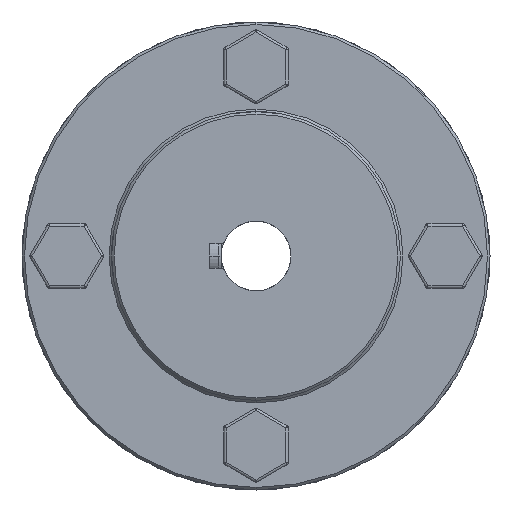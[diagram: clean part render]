
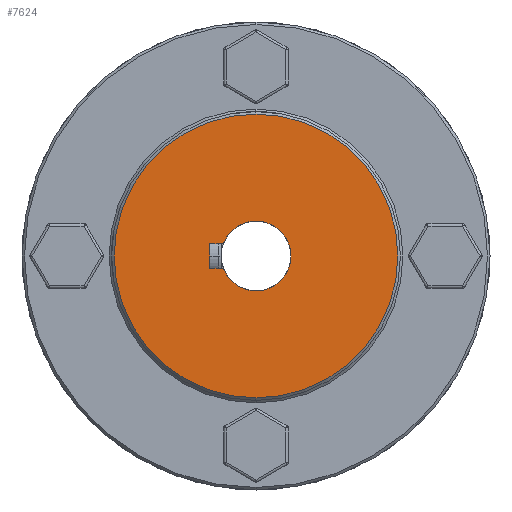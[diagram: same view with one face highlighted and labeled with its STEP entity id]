
A CAD part, left-side view. The second image highlights one B-rep face of the part: STEP entity #7624.
In plain terms, the highlighted planar face has unit normal (-1, 0, 0).
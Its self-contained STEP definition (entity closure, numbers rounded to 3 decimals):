
#107 = CARTESIAN_POINT ( 'NONE',  ( -34., 0., 0. ) ) ;
#108 = DIRECTION ( 'NONE',  ( -1., 0., 0. ) ) ;
#109 = DIRECTION ( 'NONE',  ( 0., 0., 1. ) ) ;
#255 = CARTESIAN_POINT ( 'NONE',  ( -34., 0., 0. ) ) ;
#259 = DIRECTION ( 'NONE',  ( 1., 0., 0. ) ) ;
#260 = DIRECTION ( 'NONE',  ( 0., 0., -1. ) ) ;
#294 = CARTESIAN_POINT ( 'NONE',  ( -34., 0., 0. ) ) ;
#295 = DIRECTION ( 'NONE',  ( 1., 0., 0. ) ) ;
#296 = DIRECTION ( 'NONE',  ( 0., 0., -1. ) ) ;
#923 = CARTESIAN_POINT ( 'NONE',  ( -34., 0., 0. ) ) ;
#932 = DIRECTION ( 'NONE',  ( 1., 0., 0. ) ) ;
#933 = DIRECTION ( 'NONE',  ( 0., 0., -1. ) ) ;
#953 = CARTESIAN_POINT ( 'NONE',  ( -34., 6.538, 2.5 ) ) ;
#954 = DIRECTION ( 'NONE',  ( 0., -1., 0. ) ) ;
#957 = CARTESIAN_POINT ( 'NONE',  ( -34., 6.538, -2.5 ) ) ;
#958 = DIRECTION ( 'NONE',  ( 0., 1., 0. ) ) ;
#981 = CARTESIAN_POINT ( 'NONE',  ( -34., 9.3, 2.5 ) ) ;
#982 = DIRECTION ( 'NONE',  ( 0., 0., 1. ) ) ;
#990 = CARTESIAN_POINT ( 'NONE',  ( -34., 0., 0. ) ) ;
#997 = DIRECTION ( 'NONE',  ( -1., 0., 0. ) ) ;
#998 = DIRECTION ( 'NONE',  ( 0., 0., 1. ) ) ;
#1330 = CIRCLE ( 'NONE', #1400, 7. ) ;
#1338 = LINE ( 'NONE', #953, #1339 ) ;
#1339 = VECTOR ( 'NONE', #954, 1000. ) ;
#1345 = LINE ( 'NONE', #957, #1346 ) ;
#1346 = VECTOR ( 'NONE', #958, 1000. ) ;
#1362 = LINE ( 'NONE', #981, #1363 ) ;
#1363 = VECTOR ( 'NONE', #982, 1000. ) ;
#1373 = CIRCLE ( 'NONE', #1409, 28.5 ) ;
#1400 = AXIS2_PLACEMENT_3D ( 'NONE', #923, #932, #933 ) ;
#1409 = AXIS2_PLACEMENT_3D ( 'NONE', #990, #997, #998 ) ;
#7624 = ADVANCED_FACE ( 'NONE', ( #15700, #15706 ), #14935, .T. ) ;
#7997 = VERTEX_POINT ( 'NONE', #17354 ) ;
#7998 = VERTEX_POINT ( 'NONE', #17355 ) ;
#8013 = VERTEX_POINT ( 'NONE', #17370 ) ;
#8014 = VERTEX_POINT ( 'NONE', #17371 ) ;
#8019 = VERTEX_POINT ( 'NONE', #17376 ) ;
#8190 = VERTEX_POINT ( 'NONE', #17547 ) ;
#8192 = VERTEX_POINT ( 'NONE', #17549 ) ;
#8196 = VERTEX_POINT ( 'NONE', #17553 ) ;
#9252 = EDGE_CURVE ( 'NONE', #7997, #7998, #18515, .T. ) ;
#9275 = EDGE_CURVE ( 'NONE', #8013, #8014, #18550, .T. ) ;
#9281 = EDGE_CURVE ( 'NONE', #8014, #8019, #18557, .T. ) ;
#9519 = EDGE_CURVE ( 'NONE', #8196, #8013, #1330, .T. ) ;
#9528 = EDGE_CURVE ( 'NONE', #8192, #8196, #1338, .T. ) ;
#9530 = EDGE_CURVE ( 'NONE', #8019, #8190, #1345, .T. ) ;
#9540 = EDGE_CURVE ( 'NONE', #8190, #8192, #1362, .T. ) ;
#9546 = EDGE_CURVE ( 'NONE', #7998, #7997, #1373, .T. ) ;
#10131 = ORIENTED_EDGE ( 'NONE', *, *, #9546, .T. ) ;
#10132 = ORIENTED_EDGE ( 'NONE', *, *, #9252, .T. ) ;
#10133 = ORIENTED_EDGE ( 'NONE', *, *, #9540, .T. ) ;
#10134 = ORIENTED_EDGE ( 'NONE', *, *, #9528, .T. ) ;
#10135 = ORIENTED_EDGE ( 'NONE', *, *, #9519, .T. ) ;
#10136 = ORIENTED_EDGE ( 'NONE', *, *, #9275, .T. ) ;
#10137 = ORIENTED_EDGE ( 'NONE', *, *, #9281, .T. ) ;
#10138 = ORIENTED_EDGE ( 'NONE', *, *, #9530, .T. ) ;
#14027 = EDGE_LOOP ( 'NONE', ( #10131, #10132 ) ) ;
#14041 = EDGE_LOOP ( 'NONE', ( #10133, #10134, #10135, #10136, #10137, #10138 ) ) ;
#14935 = PLANE ( 'NONE',  #16214 ) ;
#14936 = CARTESIAN_POINT ( 'NONE',  ( -34., 29., 0. ) ) ;
#14941 = DIRECTION ( 'NONE',  ( -1., 0., 0. ) ) ;
#14942 = DIRECTION ( 'NONE',  ( 0., 0., 1. ) ) ;
#15700 = FACE_OUTER_BOUND ( 'NONE', #14027, .T. ) ;
#15706 = FACE_BOUND ( 'NONE', #14041, .T. ) ;
#16214 = AXIS2_PLACEMENT_3D ( 'NONE', #14936, #14941, #14942 ) ;
#16614 = AXIS2_PLACEMENT_3D ( 'NONE', #107, #108, #109 ) ;
#16623 = AXIS2_PLACEMENT_3D ( 'NONE', #255, #259, #260 ) ;
#16627 = AXIS2_PLACEMENT_3D ( 'NONE', #294, #295, #296 ) ;
#17354 = CARTESIAN_POINT ( 'NONE',  ( -34., 0., 28.5 ) ) ;
#17355 = CARTESIAN_POINT ( 'NONE',  ( -34., 0., -28.5 ) ) ;
#17370 = CARTESIAN_POINT ( 'NONE',  ( -34., 0., 7. ) ) ;
#17371 = CARTESIAN_POINT ( 'NONE',  ( -34., 0., -7. ) ) ;
#17376 = CARTESIAN_POINT ( 'NONE',  ( -34., 6.538, -2.5 ) ) ;
#17547 = CARTESIAN_POINT ( 'NONE',  ( -34., 9.3, -2.5 ) ) ;
#17549 = CARTESIAN_POINT ( 'NONE',  ( -34., 9.3, 2.5 ) ) ;
#17553 = CARTESIAN_POINT ( 'NONE',  ( -34., 6.538, 2.5 ) ) ;
#18515 = CIRCLE ( 'NONE', #16614, 28.5 ) ;
#18550 = CIRCLE ( 'NONE', #16623, 7. ) ;
#18557 = CIRCLE ( 'NONE', #16627, 7. ) ;
